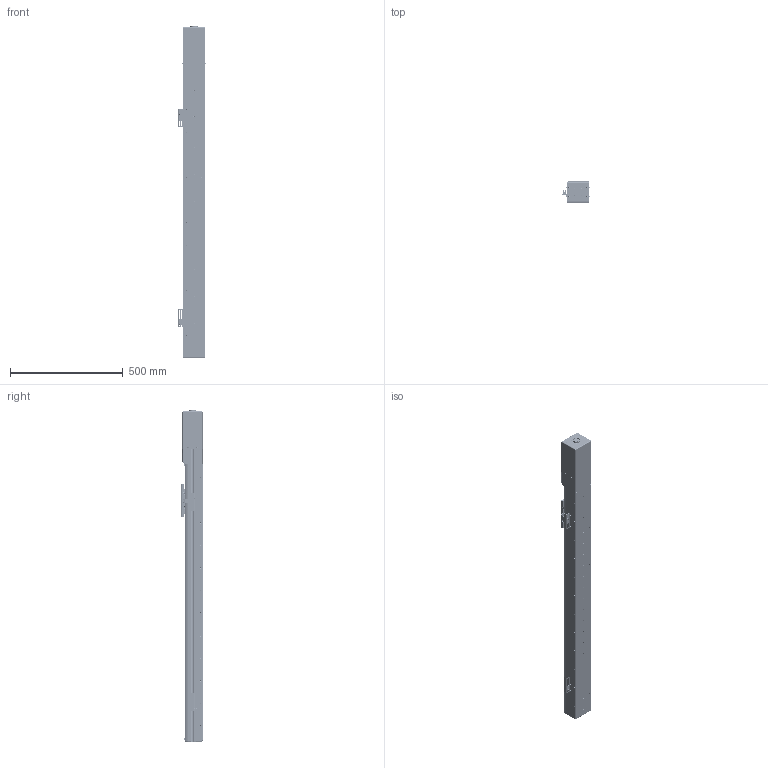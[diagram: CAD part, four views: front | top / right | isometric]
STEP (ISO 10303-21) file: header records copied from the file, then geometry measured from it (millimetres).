
FILE_DESCRIPTION (( 'STEP AP203' ), '1' );
FILE_NAME ('HC100-XXX-S-900-XX-SL-OF.STEP', '2020-08-04T03:11:38', ( '彌營遵' ), ( '' ), 'SwSTEP 2.0', 'SolidWorks 2013', '' );
FILE_SCHEMA (( 'CONFIG_CONTROL_DESIGN' ));
Length unit declared in the file: millimetre
Products named in the file (43): spring lock washer_ks_KS 1324 - M3; BEARING HOUSING(堅薑)-ST900; SIDE COVER2-ST900; CARRIER-ST900; SHAFT-ST900; HC100 SENSOR_1(PR); COUPLING COVER-ST900; STEEL BELT-ST900; COUPLING HOUSION-ST900; STEEL BELT TENSION BLOCK-ST900; BASE-ST900; HC100 SENSOR_2(PR); pan cross head_ks_KS 1023 PC- M3 x 5-N; STEEL BELT FIX-ST900; END COVER-ST900; STEEL BELT TENSION PLATE-ST900; BEARING HOUSING(雖雖)-ST900; HC100-XXX-S-900-XX-SL-OF; socket head cap screw_ks_KS 1003 - M4 x 10 x 10-N; SUPPORT BLOCK-ST900; END COVER(M)-ST900; socket head cap screw_ks_KS 1003 - M6 x 45 x 24-N; socket head cap screw_ks_KS 1003 - M6 x 10 x 10-N; hg-kr23-ST900; HRballscrew-ST900; socket head cap screw_ks_KS 1003 - M5 x 16 x 16-N; CARRIER COVER-ST900; MASensor Brk-ST900_ル遽; HRbearing cap-ST900; LMguide-ST900; socket button head cap screw_am_B18.3.4M - 3 x 0.5 x 8 SBHCS --N; HC SENSOR DOG-ST900; EE-SX-674(奢辨 撫憮)-ST900_ル遽; 醴喀攪-ST900; MOTOR CASE-ST900; socket button head cap screw_am_B18.3.4M - 3 x 0.5 x 5 SBHCS --N; HRballnut-ST900; socket head cap screw_ks_KS 1003 - M3 x 5 x 5-N; DAMPER-ST900; SIDE COVER-ST900 ...
Assembly tree (122 placements, depth 3):
  HC100-XXX-S-900-XX-SL-OF
    BASE-ST900
    BEARING HOUSING(雖雖)-ST900
    CARRIER-ST900
      CARRIER-ST900
      CARRIER COVER-ST900
      HC SENSOR DOG-ST900
      HRballnut-ST900
      LMblock-ST900  x2
      SHAFT-ST900  x8
      STEEL BELT TENSION BLOCK-ST900  x2
      STEEL BELT TENSION PLATE-ST900  x2
      socket head cap screw_ks_KS 1003 - M6 x 45 x 24-N  x8
      socket head cap screw_ks_KS 1003 - M5 x 16 x 16-N  x4
      socket button head cap screw_am_B18.3.4M - 3 x 0.5 x 8 SBHCS --N  x4
      socket button head cap screw_am_B18.3.4M - 3 x 0.5 x 5 SBHCS --N  x2
      socket countersunk head screw_am_B18.3.5M - 3 x 0.5 x 8 Socket FCHS  -- 8C  x12
    COUPLING HOUSION-ST900
    END COVER-ST900
    END COVER(M)-ST900
    HRballscrew-ST900
    LMguide-ST900
    MOTOR CASE-ST900
    SIDE COVER-ST900
    SIDE COVER2-ST900
    STEEL BELT-ST900
    STEEL BELT FIX-ST900  x2
    SUPPORT BLOCK-ST900  x4
    hg-kr23-ST900
    HRbearing cap-ST900
    醴喀攪-ST900
    DAMPER-ST900  x2
    BEARING HOUSING(堅薑)-ST900
    COUPLING COVER-ST900
    pan cross head_ks_KS 1023 PC- M3 x 5-N  x20
    socket head cap screw_ks_KS 1003 - M4 x 10 x 10-N  x2
    socket head cap screw_ks_KS 1003 - M6 x 10 x 10-N  x2
    HC100 SENSOR_1(PR)
      MASensor Brk-ST900_ル遽
      EE-SX-674(奢辨 撫憮)-ST900_ル遽  x2
      socket head cap screw_ks_KS 1003 - M3 x 5 x 5-N  x7
      spring lock washer_ks_KS 1324 - M3  x3
    HC100 SENSOR_2(PR)
      MASensor Brk-ST900_ル遽
      EE-SX-674(奢辨 撫憮)-ST900_ル遽
      socket head cap screw_ks_KS 1003 - M3 x 5 x 5-N  x5
      spring lock washer_ks_KS 1324 - M3  x3
Bounding box: 122.15 x 95 x 1469.5 mm (x, y, z)
Volume: 4466027.5 mm3; surface area: 1784841.5 mm2
Topology: 119 solids, 119 shells, 5040 faces, 12446 edges, 7554 vertices
Faces by surface type: plane 2238, cylinder 1612, cone 808, torus 288, sphere 56, bspline 38
Entity records: 127116 total; most frequent: CARTESIAN_POINT 53218, DIRECTION 14555, ORIENTED_EDGE 13630, EDGE_CURVE 6815, AXIS2_PLACEMENT_3D 5383, VERTEX_POINT 4341, VECTOR 3789, LINE 3789
